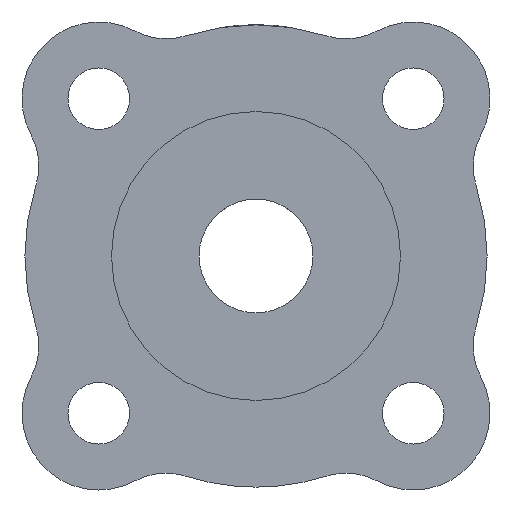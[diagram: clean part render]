
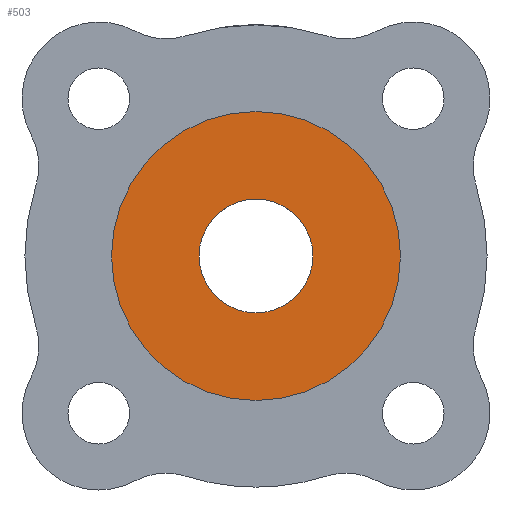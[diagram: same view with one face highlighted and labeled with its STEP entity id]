
A CAD part, front view. The second image highlights one B-rep face of the part: STEP entity #503.
In plain terms, the highlighted planar face has unit normal (0, -1, 0).
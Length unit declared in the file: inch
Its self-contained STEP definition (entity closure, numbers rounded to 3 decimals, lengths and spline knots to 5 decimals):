
#48 = CARTESIAN_POINT ( 'NONE',  ( 0., 0., 0.09843 ) ) ;
#62 = CIRCLE ( 'NONE', #240, 0.25 ) ;
#93 = CARTESIAN_POINT ( 'NONE',  ( 0., 0., 0. ) ) ;
#94 = CIRCLE ( 'NONE', #209, 0.09843 ) ;
#138 = ORIENTED_EDGE ( 'NONE', *, *, #1434, .F. ) ;
#145 = FACE_BOUND ( 'NONE', #775, .T. ) ;
#167 = DIRECTION ( 'NONE',  ( 0., 0., 1. ) ) ;
#187 = DIRECTION ( 'NONE',  ( 0., 1., 0. ) ) ;
#191 = CIRCLE ( 'NONE', #629, 0.09843 ) ;
#209 = AXIS2_PLACEMENT_3D ( 'NONE', #93, #720, #537 ) ;
#222 = AXIS2_PLACEMENT_3D ( 'NONE', #1442, #977, #737 ) ;
#240 = AXIS2_PLACEMENT_3D ( 'NONE', #284, #187, #167 ) ;
#284 = CARTESIAN_POINT ( 'NONE',  ( 0., 0., 0. ) ) ;
#389 = ORIENTED_EDGE ( 'NONE', *, *, #773, .T. ) ;
#402 = CARTESIAN_POINT ( 'NONE',  ( 0., 0., -0.09843 ) ) ;
#503 = ADVANCED_FACE ( 'NONE', ( #145, #848 ), #854, .F. ) ;
#537 = DIRECTION ( 'NONE',  ( 0., 0., 1. ) ) ;
#629 = AXIS2_PLACEMENT_3D ( 'NONE', #1003, #953, #941 ) ;
#720 = DIRECTION ( 'NONE',  ( 0., 1., 0. ) ) ;
#737 = DIRECTION ( 'NONE',  ( 0., 0., 1. ) ) ;
#773 = EDGE_CURVE ( 'NONE', #1088, #1136, #191, .T. ) ;
#775 = EDGE_LOOP ( 'NONE', ( #1262, #389 ) ) ;
#813 = DIRECTION ( 'NONE',  ( 0., 0., 1. ) ) ;
#814 = VERTEX_POINT ( 'NONE', #1448 ) ;
#819 = DIRECTION ( 'NONE',  ( 0., 1., 0. ) ) ;
#834 = CARTESIAN_POINT ( 'NONE',  ( 0., 0., -0.25 ) ) ;
#843 = CARTESIAN_POINT ( 'NONE',  ( 0., 0., 0. ) ) ;
#848 = FACE_OUTER_BOUND ( 'NONE', #1340, .T. ) ;
#854 = PLANE ( 'NONE',  #1107 ) ;
#941 = DIRECTION ( 'NONE',  ( 0., 0., 1. ) ) ;
#953 = DIRECTION ( 'NONE',  ( 0., 1., 0. ) ) ;
#977 = DIRECTION ( 'NONE',  ( 0., 1., 0. ) ) ;
#1003 = CARTESIAN_POINT ( 'NONE',  ( 0., 0., 0. ) ) ;
#1088 = VERTEX_POINT ( 'NONE', #402 ) ;
#1107 = AXIS2_PLACEMENT_3D ( 'NONE', #843, #819, #813 ) ;
#1136 = VERTEX_POINT ( 'NONE', #48 ) ;
#1262 = ORIENTED_EDGE ( 'NONE', *, *, #1451, .T. ) ;
#1291 = CIRCLE ( 'NONE', #222, 0.25 ) ;
#1298 = VERTEX_POINT ( 'NONE', #834 ) ;
#1340 = EDGE_LOOP ( 'NONE', ( #1447, #138 ) ) ;
#1434 = EDGE_CURVE ( 'NONE', #814, #1298, #62, .T. ) ;
#1442 = CARTESIAN_POINT ( 'NONE',  ( 0., 0., 0. ) ) ;
#1447 = ORIENTED_EDGE ( 'NONE', *, *, #1449, .F. ) ;
#1448 = CARTESIAN_POINT ( 'NONE',  ( 0., 0., 0.25 ) ) ;
#1449 = EDGE_CURVE ( 'NONE', #1298, #814, #1291, .T. ) ;
#1451 = EDGE_CURVE ( 'NONE', #1136, #1088, #94, .T. ) ;
